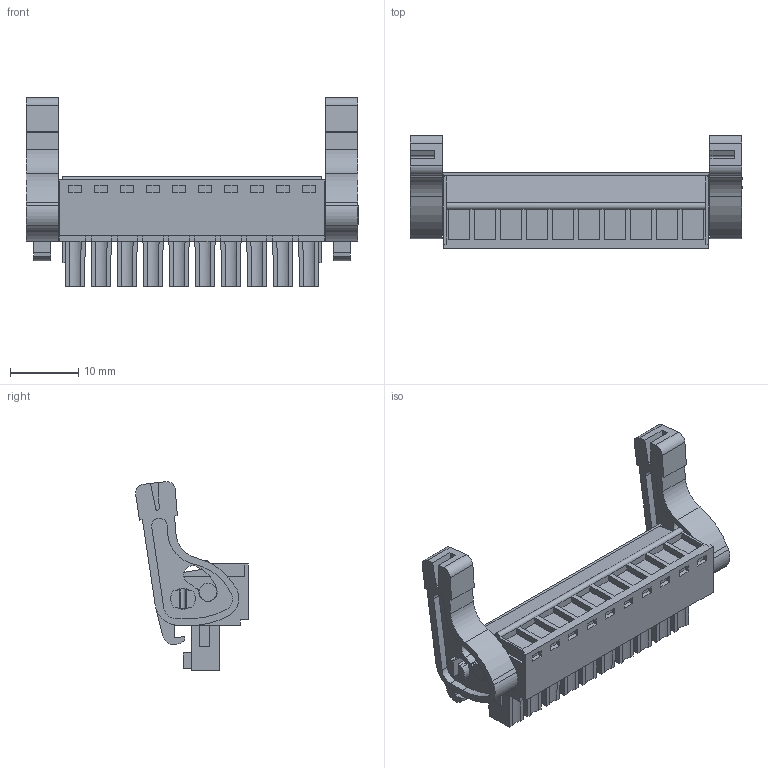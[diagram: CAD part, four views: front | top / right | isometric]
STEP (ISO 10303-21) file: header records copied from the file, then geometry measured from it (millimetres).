
FILE_DESCRIPTION(('CATIA V5 STEP','CAx-IF Rec.Pracs.--- Model Styling and Organization---1.2---2011-12-15'),'2;1');
FILE_NAME ('D1462206_0_2442400000_2442400000.stp','2017-07-31T14:45:44+00:00',('none'),('Weidmueller'),'CATIA Version 5-6 Release 2014','CATIA V5 STEP AP214','none');
FILE_SCHEMA(('AUTOMOTIVE_DESIGN { 1 0 10303 214 1 1 1 1 }'));
Length unit declared in the file: millimetre
Products named in the file (1): 2442400000 
Bounding box: 48.69 x 16.55 x 27.68 mm (x, y, z)
Volume: 5119.8 mm3; surface area: 5380.7 mm2
Topology: 13 solids, 13 shells, 668 faces, 1742 edges, 1152 vertices
Faces by surface type: plane 507, cylinder 161
Entity records: 18591 total; most frequent: ORIENTED_EDGE 3476, CARTESIAN_POINT 3402, DIRECTION 2435, EDGE_CURVE 1738, VECTOR 1334, LINE 1334, VERTEX_POINT 1152, AXIS2_PLACEMENT_3D 735
